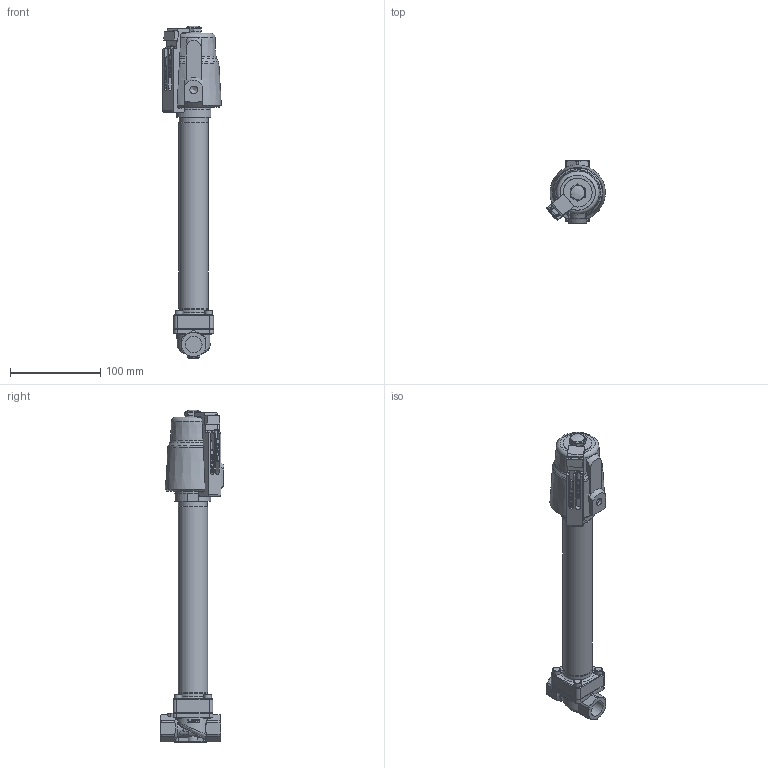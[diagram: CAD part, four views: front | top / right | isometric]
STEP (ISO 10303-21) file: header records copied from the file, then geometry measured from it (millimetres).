
FILE_DESCRIPTION(/* description */ ('3D-Modell'),/* implementation_level */ '2;1');
FILE_NAME(/* name */ '090.000069_A9023-0815-7505-IJ2.stp',/* time_stamp */ '2024-03-20T15:50:15+01:00',/* author */ ('CBeuthner'),/* organization */ (''),/* preprocessor_version */ 'ST-DEVELOPER v16.1',/* originating_system */ 'Autodesk Inventor 2016',/* authorisation */ '');
FILE_SCHEMA (('CONFIG_CONTROL_DESIGN'));
Products named in the file (1): 88-006345
Bounding box: 65.05 x 70 x 368.26 mm (x, y, z)
Volume: 485644.9 mm3; surface area: 67133.8 mm2
Topology: 1 solids, 5 shells, 1099 faces, 2905 edges, 1839 vertices
Faces by surface type: plane 455, bspline 300, cylinder 199, cone 85, torus 57, sphere 3
Full cylindrical faces by diameter (mm): 2.9 x2, 3.242 x3, 4.134 x4, 5 x4, 8.5 x4, 8.566 x1, 17 x2, 18.631 x2, 32 x2, 32.499 x1, 32.5 x1, 32.6 x1, 38 x1, 39 x1, 40 x1
Entity records: 57640 total; most frequent: CARTESIAN_POINT 31826, ORIENTED_EDGE 5606, DIRECTION 4447, EDGE_CURVE 2801, VERTEX_POINT 1805, LINE 1549, VECTOR 1549, AXIS2_PLACEMENT_3D 1449
